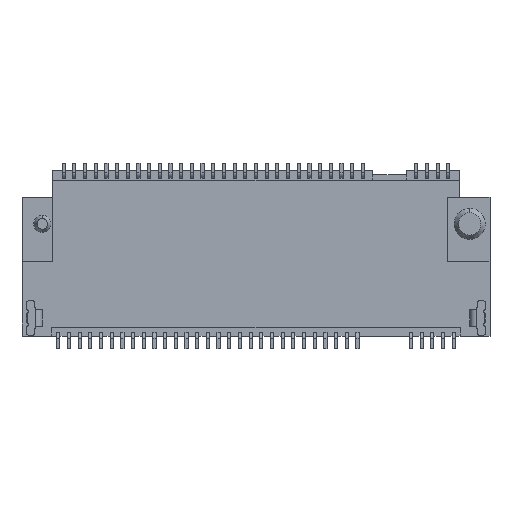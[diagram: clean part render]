
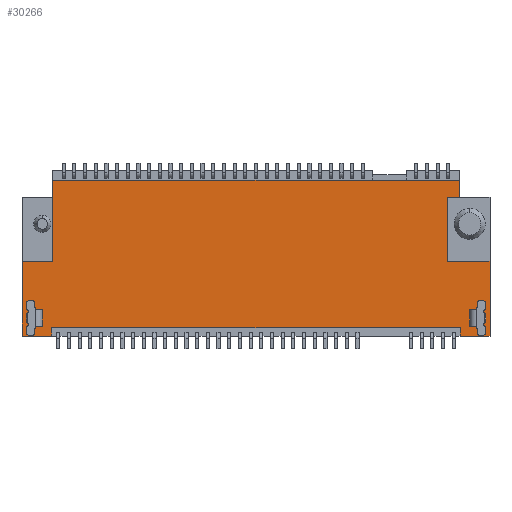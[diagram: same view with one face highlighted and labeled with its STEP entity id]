
A CAD part, front view. The second image highlights one B-rep face of the part: STEP entity #30266.
In plain terms, the highlighted planar face has unit normal (0, -1, 0).
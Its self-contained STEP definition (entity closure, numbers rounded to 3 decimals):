
#11=DIRECTION('',(0.,0.,-1.));
#12=VECTOR('',#11,3.5);
#13=CARTESIAN_POINT('',(-10.95,-1.385,-4.25));
#14=LINE('',#13,#12);
#1866=DIRECTION('',(1.,0.,0.));
#1867=VECTOR('',#1866,1.4);
#1868=CARTESIAN_POINT('',(9.55,-1.385,-7.75));
#1869=LINE('',#1868,#1867);
#1910=DIRECTION('',(1.,0.,0.));
#1911=VECTOR('',#1910,1.4);
#1912=CARTESIAN_POINT('',(-10.95,-1.385,-7.75));
#1913=LINE('',#1912,#1911);
#5314=DIRECTION('',(-1.,0.,0.));
#5315=VECTOR('',#5314,19.1);
#5316=CARTESIAN_POINT('',(9.55,-1.385,-7.35));
#5317=LINE('',#5316,#5315);
#5318=DIRECTION('',(0.,0.,1.));
#5319=VECTOR('',#5318,0.4);
#5320=CARTESIAN_POINT('',(-9.55,-1.385,-7.75));
#5321=LINE('',#5320,#5319);
#5322=DIRECTION('',(1.,0.,0.));
#5323=VECTOR('',#5322,1.45);
#5324=CARTESIAN_POINT('',(-10.95,-1.385,-4.25));
#5325=LINE('',#5324,#5323);
#5326=DIRECTION('',(0.,0.,1.));
#5327=VECTOR('',#5326,3.);
#5328=CARTESIAN_POINT('',(-9.5,-1.385,-4.25));
#5329=LINE('',#5328,#5327);
#5330=DIRECTION('',(0.,0.,-1.));
#5331=VECTOR('',#5330,0.8);
#5332=CARTESIAN_POINT('',(-9.5,-1.385,-0.45));
#5333=LINE('',#5332,#5331);
#5334=DIRECTION('',(1.,0.,0.));
#5335=VECTOR('',#5334,19.);
#5336=CARTESIAN_POINT('',(-9.5,-1.385,-0.45));
#5337=LINE('',#5336,#5335);
#5338=DIRECTION('',(0.,0.,-1.));
#5339=VECTOR('',#5338,0.8);
#5340=CARTESIAN_POINT('',(9.5,-1.385,-0.45));
#5341=LINE('',#5340,#5339);
#5342=DIRECTION('',(-1.,0.,0.));
#5343=VECTOR('',#5342,0.55);
#5344=CARTESIAN_POINT('',(9.5,-1.385,-1.25));
#5345=LINE('',#5344,#5343);
#5346=DIRECTION('',(0.,0.,-1.));
#5347=VECTOR('',#5346,3.);
#5348=CARTESIAN_POINT('',(8.95,-1.385,-1.25));
#5349=LINE('',#5348,#5347);
#5350=DIRECTION('',(-1.,0.,0.));
#5351=VECTOR('',#5350,2.);
#5352=CARTESIAN_POINT('',(10.95,-1.385,-4.25));
#5353=LINE('',#5352,#5351);
#5354=DIRECTION('',(0.,0.,1.));
#5355=VECTOR('',#5354,0.4);
#5356=CARTESIAN_POINT('',(9.55,-1.385,-7.75));
#5357=LINE('',#5356,#5355);
#5358=DIRECTION('',(0.,0.,1.));
#5359=VECTOR('',#5358,0.76);
#5360=CARTESIAN_POINT('',(10.,-1.385,-7.28));
#5361=LINE('',#5360,#5359);
#5362=DIRECTION('',(-1.,0.,0.));
#5363=VECTOR('',#5362,0.2);
#5364=CARTESIAN_POINT('',(10.2,-1.385,-7.28));
#5365=LINE('',#5364,#5363);
#5366=DIRECTION('',(0.,0.,1.));
#5367=VECTOR('',#5366,0.76);
#5368=CARTESIAN_POINT('',(10.2,-1.385,-7.28));
#5369=LINE('',#5368,#5367);
#5370=DIRECTION('',(1.,0.,0.));
#5371=VECTOR('',#5370,0.2);
#5372=CARTESIAN_POINT('',(10.,-1.385,-6.52));
#5373=LINE('',#5372,#5371);
#5374=DIRECTION('',(0.,0.,1.));
#5375=VECTOR('',#5374,0.76);
#5376=CARTESIAN_POINT('',(-10.2,-1.385,-7.28));
#5377=LINE('',#5376,#5375);
#5378=DIRECTION('',(1.,0.,0.));
#5379=VECTOR('',#5378,0.2);
#5380=CARTESIAN_POINT('',(-10.2,-1.385,-7.28));
#5381=LINE('',#5380,#5379);
#5382=DIRECTION('',(0.,0.,1.));
#5383=VECTOR('',#5382,0.76);
#5384=CARTESIAN_POINT('',(-10.,-1.385,-7.28));
#5385=LINE('',#5384,#5383);
#5386=DIRECTION('',(-1.,0.,0.));
#5387=VECTOR('',#5386,0.2);
#5388=CARTESIAN_POINT('',(-10.,-1.385,-6.52));
#5389=LINE('',#5388,#5387);
#5670=DIRECTION('',(0.,0.,-1.));
#5671=VECTOR('',#5670,3.5);
#5672=CARTESIAN_POINT('',(10.95,-1.385,-4.25));
#5673=LINE('',#5672,#5671);
#18360=CARTESIAN_POINT('',(-9.5,-1.385,-4.25));
#18361=CARTESIAN_POINT('',(-9.5,-1.385,-1.25));
#18362=VERTEX_POINT('',#18360);
#18363=VERTEX_POINT('',#18361);
#18364=CARTESIAN_POINT('',(-10.95,-1.385,-4.25));
#18365=VERTEX_POINT('',#18364);
#18366=CARTESIAN_POINT('',(9.5,-1.385,-1.25));
#18367=CARTESIAN_POINT('',(8.95,-1.385,-1.25));
#18368=VERTEX_POINT('',#18366);
#18369=VERTEX_POINT('',#18367);
#18370=CARTESIAN_POINT('',(8.95,-1.385,-4.25));
#18371=VERTEX_POINT('',#18370);
#18372=CARTESIAN_POINT('',(10.95,-1.385,-4.25));
#18373=VERTEX_POINT('',#18372);
#18374=CARTESIAN_POINT('',(-10.95,-1.385,-7.75));
#18375=VERTEX_POINT('',#18374);
#18376=CARTESIAN_POINT('',(10.95,-1.385,-7.75));
#18377=VERTEX_POINT('',#18376);
#18442=CARTESIAN_POINT('',(-9.5,-1.385,-0.45));
#18443=CARTESIAN_POINT('',(9.5,-1.385,-0.45));
#18444=VERTEX_POINT('',#18442);
#18445=VERTEX_POINT('',#18443);
#18608=CARTESIAN_POINT('',(9.55,-1.385,-7.35));
#18609=CARTESIAN_POINT('',(-9.55,-1.385,-7.35));
#18610=VERTEX_POINT('',#18608);
#18611=VERTEX_POINT('',#18609);
#18612=CARTESIAN_POINT('',(9.55,-1.385,-7.75));
#18613=VERTEX_POINT('',#18612);
#18614=CARTESIAN_POINT('',(-9.55,-1.385,-7.75));
#18615=VERTEX_POINT('',#18614);
#18708=CARTESIAN_POINT('',(10.,-1.385,-6.52));
#18709=CARTESIAN_POINT('',(10.2,-1.385,-6.52));
#18710=VERTEX_POINT('',#18708);
#18711=VERTEX_POINT('',#18709);
#18726=CARTESIAN_POINT('',(10.2,-1.385,-7.28));
#18727=CARTESIAN_POINT('',(10.,-1.385,-7.28));
#18728=VERTEX_POINT('',#18726);
#18729=VERTEX_POINT('',#18727);
#19010=CARTESIAN_POINT('',(-10.,-1.385,-6.52));
#19011=CARTESIAN_POINT('',(-10.2,-1.385,-6.52));
#19012=VERTEX_POINT('',#19010);
#19013=VERTEX_POINT('',#19011);
#19022=CARTESIAN_POINT('',(-10.2,-1.385,-7.28));
#19023=CARTESIAN_POINT('',(-10.,-1.385,-7.28));
#19024=VERTEX_POINT('',#19022);
#19025=VERTEX_POINT('',#19023);
#30213=CARTESIAN_POINT('',(-10.95,-1.385,0.));
#30214=DIRECTION('',(0.,-1.,0.));
#30215=DIRECTION('',(0.,0.,-1.));
#30216=AXIS2_PLACEMENT_3D('',#30213,#30214,#30215);
#30217=PLANE('',#30216);
#30219=ORIENTED_EDGE('',*,*,#30218,.T.);
#30220=ORIENTED_EDGE('',*,*,#30204,.F.);
#30221=ORIENTED_EDGE('',*,*,#25561,.F.);
#30222=ORIENTED_EDGE('',*,*,#24053,.F.);
#30224=ORIENTED_EDGE('',*,*,#30223,.T.);
#30226=ORIENTED_EDGE('',*,*,#30225,.T.);
#30228=ORIENTED_EDGE('',*,*,#30227,.F.);
#30230=ORIENTED_EDGE('',*,*,#30229,.T.);
#30232=ORIENTED_EDGE('',*,*,#30231,.T.);
#30234=ORIENTED_EDGE('',*,*,#30233,.T.);
#30236=ORIENTED_EDGE('',*,*,#30235,.T.);
#30238=ORIENTED_EDGE('',*,*,#30237,.F.);
#30240=ORIENTED_EDGE('',*,*,#30239,.T.);
#30241=ORIENTED_EDGE('',*,*,#25532,.F.);
#30243=ORIENTED_EDGE('',*,*,#30242,.T.);
#30244=EDGE_LOOP('',(#30219,#30220,#30221,#30222,#30224,#30226,#30228,#30230,
#30232,#30234,#30236,#30238,#30240,#30241,#30243));
#30245=FACE_OUTER_BOUND('',#30244,.F.);
#30247=ORIENTED_EDGE('',*,*,#30246,.F.);
#30249=ORIENTED_EDGE('',*,*,#30248,.F.);
#30251=ORIENTED_EDGE('',*,*,#30250,.T.);
#30253=ORIENTED_EDGE('',*,*,#30252,.F.);
#30254=EDGE_LOOP('',(#30247,#30249,#30251,#30253));
#30255=FACE_BOUND('',#30254,.F.);
#30257=ORIENTED_EDGE('',*,*,#30256,.F.);
#30259=ORIENTED_EDGE('',*,*,#30258,.T.);
#30261=ORIENTED_EDGE('',*,*,#30260,.T.);
#30263=ORIENTED_EDGE('',*,*,#30262,.T.);
#30264=EDGE_LOOP('',(#30257,#30259,#30261,#30263));
#30265=FACE_BOUND('',#30264,.F.);
#24053=EDGE_CURVE('',#18365,#18375,#14,.T.);
#25532=EDGE_CURVE('',#18613,#18377,#1869,.T.);
#25561=EDGE_CURVE('',#18375,#18615,#1913,.T.);
#30204=EDGE_CURVE('',#18615,#18611,#5321,.T.);
#30218=EDGE_CURVE('',#18610,#18611,#5317,.T.);
#30223=EDGE_CURVE('',#18365,#18362,#5325,.T.);
#30225=EDGE_CURVE('',#18362,#18363,#5329,.T.);
#30227=EDGE_CURVE('',#18444,#18363,#5333,.T.);
#30229=EDGE_CURVE('',#18444,#18445,#5337,.T.);
#30231=EDGE_CURVE('',#18445,#18368,#5341,.T.);
#30233=EDGE_CURVE('',#18368,#18369,#5345,.T.);
#30235=EDGE_CURVE('',#18369,#18371,#5349,.T.);
#30237=EDGE_CURVE('',#18373,#18371,#5353,.T.);
#30239=EDGE_CURVE('',#18373,#18377,#5673,.T.);
#30242=EDGE_CURVE('',#18613,#18610,#5357,.T.);
#30246=EDGE_CURVE('',#18729,#18710,#5361,.T.);
#30248=EDGE_CURVE('',#18728,#18729,#5365,.T.);
#30250=EDGE_CURVE('',#18728,#18711,#5369,.T.);
#30252=EDGE_CURVE('',#18710,#18711,#5373,.T.);
#30256=EDGE_CURVE('',#19024,#19013,#5377,.T.);
#30258=EDGE_CURVE('',#19024,#19025,#5381,.T.);
#30260=EDGE_CURVE('',#19025,#19012,#5385,.T.);
#30262=EDGE_CURVE('',#19012,#19013,#5389,.T.);
#30266=ADVANCED_FACE('',(#30245,#30255,#30265),#30217,.T.);
